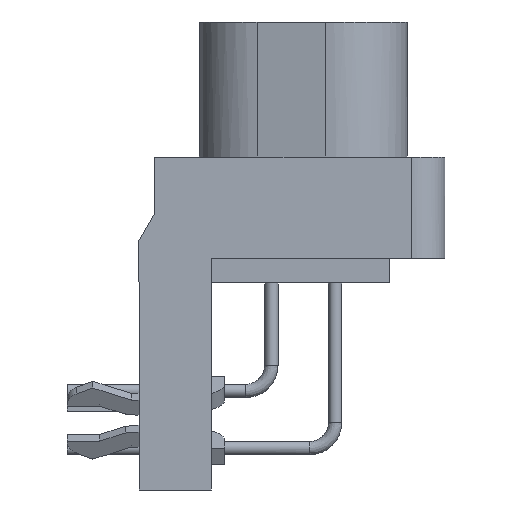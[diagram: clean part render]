
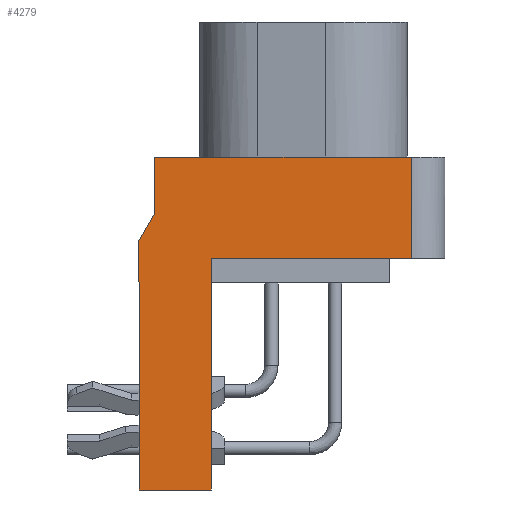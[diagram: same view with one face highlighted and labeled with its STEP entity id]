
A CAD part, left-side view. The second image highlights one B-rep face of the part: STEP entity #4279.
In plain terms, the highlighted free-form (B-spline) face has degree [1, 1] with [2, 2] control points.
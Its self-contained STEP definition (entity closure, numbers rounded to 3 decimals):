
#4091=CARTESIAN_POINT('V19',(-26.55,2.485,
   0.5));
#4092=VERTEX_POINT('V19',#4091);
#4098=CARTESIAN_POINT('V20',(-26.55,-8.915,
   0.5));
#4099=VERTEX_POINT('V20',#4098);
#4100=CARTESIAN_POINT('E23',(-26.55,-8.915,
   0.5));
#4101=CARTESIAN_POINT('E23',(-26.55,2.485,
   0.5));
#4102=B_SPLINE_CURVE_WITH_KNOTS('E23',1,(#4100,#4101),
   .POLYLINE_FORM.,.F.,.U.,(2,2),(0.0,22.8),
   .UNSPECIFIED.);
#4103=EDGE_CURVE('E23',#4099,#4092,#4102,.T.);
#4205=CARTESIAN_POINT('V82',(-26.55,-8.915,
   -4.0));
#4206=VERTEX_POINT('V82',#4205);
#4207=CARTESIAN_POINT('E125',(-26.55,-8.915,
   0.5));
#4208=CARTESIAN_POINT('E125',(-26.55,-8.915,
   -4.0));
#4209=QUASI_UNIFORM_CURVE('E125',1,(#4207,#4208),.POLYLINE_FORM.,.F.,
   .U.);
#4210=EDGE_CURVE('E125',#4099,#4206,#4209,.T.);
#4230=CARTESIAN_POINT('F46',(-26.55,3.965,
   -15.115));
#4231=CARTESIAN_POINT('F46',(-26.55,-11.195,
   -15.115));
#4232=CARTESIAN_POINT('F46',(-26.55,3.965,
   0.815));
#4233=CARTESIAN_POINT('F46',(-26.55,-11.195,
   0.815));
#4234=QUASI_UNIFORM_SURFACE('F46',1,1,((#4230,#4232),(#4231,#4233))
,.PLANE_SURF.,.F.,.F.,.U.);
#4235=ORIENTED_EDGE('E125',*,*,#4210,.F.);
#4236=ORIENTED_EDGE('E23',*,*,#4103,.T.);
#4237=CARTESIAN_POINT('V60',(-26.55,2.485,
   -2.0));
#4238=VERTEX_POINT('V60',#4237);
#4239=CARTESIAN_POINT('E126',(-26.55,2.485,
   -2.0));
#4240=CARTESIAN_POINT('E126',(-26.55,2.485,
   0.5));
#4241=QUASI_UNIFORM_CURVE('E126',1,(#4239,#4240),.POLYLINE_FORM.,.F.,
   .U.);
#4242=EDGE_CURVE('E126',#4238,#4092,#4241,.T.);
#4243=ORIENTED_EDGE('E126',*,*,#4242,.F.);
#4244=CARTESIAN_POINT('V59',(-26.55,3.185,
   -3.212));
#4245=VERTEX_POINT('V59',#4244);
#4246=CARTESIAN_POINT('E71',(-26.55,2.485,
   -2.0));
#4247=CARTESIAN_POINT('E71',(-26.55,3.185,
   -3.212));
#4248=QUASI_UNIFORM_CURVE('E71',1,(#4246,#4247),.POLYLINE_FORM.,.F.,
   .U.);
#4249=EDGE_CURVE('E71',#4238,#4245,#4248,.T.);
#4250=ORIENTED_EDGE('E71',*,*,#4249,.T.);
#4251=CARTESIAN_POINT('V56',(-26.55,3.185,
   -14.3));
#4252=VERTEX_POINT('V56',#4251);
#4253=CARTESIAN_POINT('E127',(-26.55,3.185,
   -3.212));
#4254=CARTESIAN_POINT('E127',(-26.55,3.185,
   -14.3));
#4255=QUASI_UNIFORM_CURVE('E127',1,(#4253,#4254),.POLYLINE_FORM.,.F.,
   .U.);
#4256=EDGE_CURVE('E127',#4245,#4252,#4255,.T.);
#4257=ORIENTED_EDGE('E127',*,*,#4256,.T.);
#4258=CARTESIAN_POINT('V55',(-26.55,-0.015,
   -14.3));
#4259=VERTEX_POINT('V55',#4258);
#4260=CARTESIAN_POINT('E67',(-26.55,3.185,
   -14.3));
#4261=CARTESIAN_POINT('E67',(-26.55,-0.015,
   -14.3));
#4262=QUASI_UNIFORM_CURVE('E67',1,(#4260,#4261),.POLYLINE_FORM.,.F.,
   .U.);
#4263=EDGE_CURVE('E67',#4252,#4259,#4262,.T.);
#4264=ORIENTED_EDGE('E67',*,*,#4263,.T.);
#4265=CARTESIAN_POINT('V83',(-26.55,-0.015,
   -4.0));
#4266=VERTEX_POINT('V83',#4265);
#4267=CARTESIAN_POINT('E128',(-26.55,-0.015,
   -14.3));
#4268=CARTESIAN_POINT('E128',(-26.55,-0.015,
   -4.0));
#4269=QUASI_UNIFORM_CURVE('E128',1,(#4267,#4268),.POLYLINE_FORM.,.F.,
   .U.);
#4270=EDGE_CURVE('E128',#4259,#4266,#4269,.T.);
#4271=ORIENTED_EDGE('E128',*,*,#4270,.T.);
#4272=CARTESIAN_POINT('E102',(-26.55,-0.015,
   -4.0));
#4273=CARTESIAN_POINT('E102',(-26.55,-8.915,
   -4.0));
#4274=B_SPLINE_CURVE_WITH_KNOTS('E102',1,(#4272,#4273),
   .POLYLINE_FORM.,.F.,.U.,(2,2),(0.144,1.0),
   .UNSPECIFIED.);
#4275=EDGE_CURVE('E102',#4266,#4206,#4274,.T.);
#4276=ORIENTED_EDGE('E102',*,*,#4275,.T.);
#4277=EDGE_LOOP('F46',(#4235,#4236,#4243,#4250,#4257,#4264,#4271,
   #4276));
#4278=FACE_OUTER_BOUND('F46',#4277,.T.);
#4279=ADVANCED_FACE('F46',(#4278),#4234,.T.);
